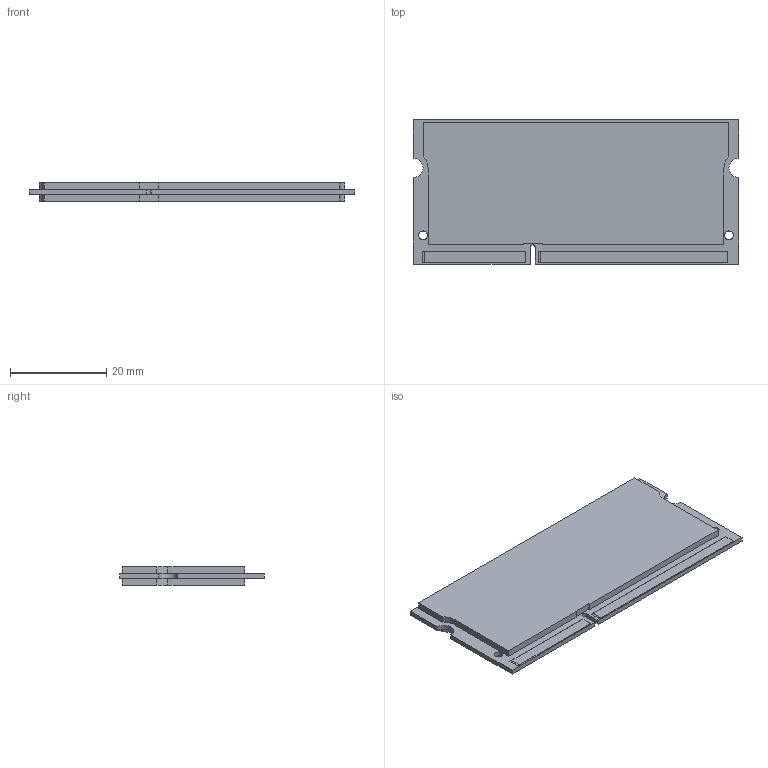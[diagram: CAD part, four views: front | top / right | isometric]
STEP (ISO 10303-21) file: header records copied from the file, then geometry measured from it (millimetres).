
FILE_DESCRIPTION((''),'2;1');
FILE_NAME('SODIMM60P6760X3000X380-204.stp','2012-08-09T10:17:21',(''),(''),'Mechanical Desktop 2011','Mechanical Desktop 2011',', , ');
FILE_SCHEMA(('AUTOMOTIVE_DESIGN { 1 2 10303 214 1 1 1 1 }'));
Length unit declared in the file: millimetre
Products named in the file (1): Product
Bounding box: 67.6 x 30 x 3.8 mm (x, y, z)
Volume: 6451.7 mm3; surface area: 11642.2 mm2
Topology: 11 solids, 11 shells, 94 faces, 216 edges, 144 vertices
Faces by surface type: plane 83, cylinder 11
Entity records: 2679 total; most frequent: CARTESIAN_POINT 455, ORIENTED_EDGE 432, DIRECTION 428, EDGE_CURVE 216, VECTOR 194, LINE 194, VERTEX_POINT 144, AXIS2_PLACEMENT_3D 117
